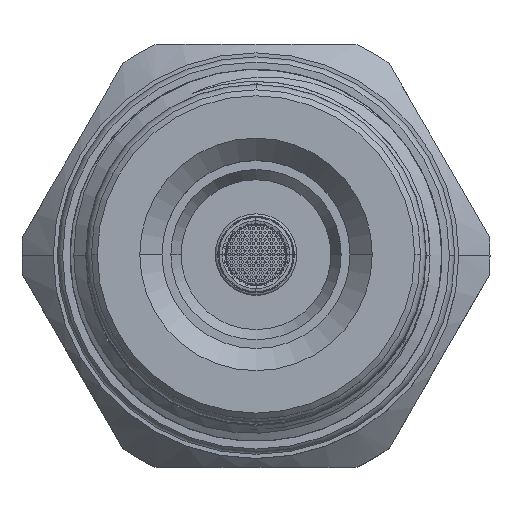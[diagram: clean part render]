
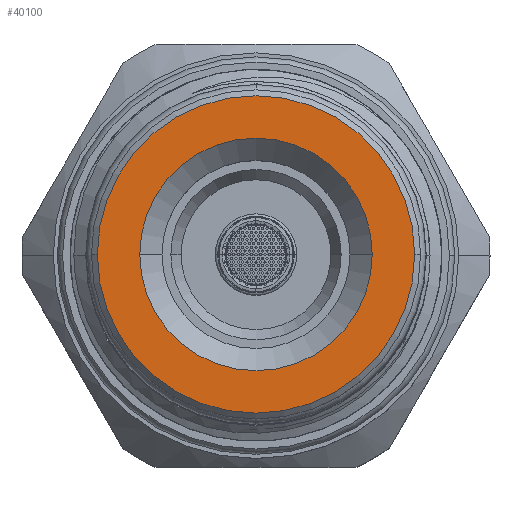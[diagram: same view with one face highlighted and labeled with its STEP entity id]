
A CAD part, top view. The second image highlights one B-rep face of the part: STEP entity #40100.
In plain terms, the highlighted planar face has unit normal (0, 0, 1).
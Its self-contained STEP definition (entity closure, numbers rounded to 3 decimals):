
#176 = AXIS2_PLACEMENT_3D ( 'NONE', #51517, #3962, #42879 ) ;
#2421 = AXIS2_PLACEMENT_3D ( 'NONE', #11979, #28999, #20334 ) ;
#3962 = DIRECTION ( 'NONE',  ( 0., 0., 1. ) ) ;
#6950 = FACE_BOUND ( 'NONE', #40579, .T. ) ;
#7623 = DIRECTION ( 'NONE',  ( -1., 0., 0. ) ) ;
#8557 = ORIENTED_EDGE ( 'NONE', *, *, #20130, .F. ) ;
#8675 = CIRCLE ( 'NONE', #2421, 7.85 ) ;
#10024 = CARTESIAN_POINT ( 'NONE',  ( 0., 0., 3.14 ) ) ;
#11068 = VERTEX_POINT ( 'NONE', #55350 ) ;
#11605 = PLANE ( 'NONE',  #32128 ) ;
#11979 = CARTESIAN_POINT ( 'NONE',  ( 0., 0., 3.14 ) ) ;
#13849 = VERTEX_POINT ( 'NONE', #20422 ) ;
#14093 = VERTEX_POINT ( 'NONE', #52217 ) ;
#18955 = EDGE_CURVE ( 'NONE', #13849, #11068, #54490, .T. ) ;
#20130 = EDGE_CURVE ( 'NONE', #14093, #41351, #8675, .T. ) ;
#20159 = DIRECTION ( 'NONE',  ( 0., 0., -1. ) ) ;
#20334 = DIRECTION ( 'NONE',  ( 1., 0., 0. ) ) ;
#20422 = CARTESIAN_POINT ( 'NONE',  ( -10.715, 0., 3.14 ) ) ;
#25604 = CARTESIAN_POINT ( 'NONE',  ( 0., 0., 3.14 ) ) ;
#26164 = DIRECTION ( 'NONE',  ( -1., 0., 0. ) ) ;
#28820 = CARTESIAN_POINT ( 'NONE',  ( 0., 0., 3.14 ) ) ;
#28999 = DIRECTION ( 'NONE',  ( 0., 0., 1. ) ) ;
#29799 = EDGE_CURVE ( 'NONE', #11068, #13849, #48798, .T. ) ;
#32128 = AXIS2_PLACEMENT_3D ( 'NONE', #28820, #20159, #7623 ) ;
#34440 = AXIS2_PLACEMENT_3D ( 'NONE', #10024, #36657, #44789 ) ;
#35028 = EDGE_LOOP ( 'NONE', ( #42677, #37068 ) ) ;
#35632 = CARTESIAN_POINT ( 'NONE',  ( 7.85, 0., 3.14 ) ) ;
#36657 = DIRECTION ( 'NONE',  ( 0., 0., 1. ) ) ;
#37068 = ORIENTED_EDGE ( 'NONE', *, *, #29799, .T. ) ;
#39322 = AXIS2_PLACEMENT_3D ( 'NONE', #25604, #51623, #26164 ) ;
#40100 = ADVANCED_FACE ( 'NONE', ( #50825, #6950 ), #11605, .F. ) ;
#40579 = EDGE_LOOP ( 'NONE', ( #47717, #8557 ) ) ;
#41351 = VERTEX_POINT ( 'NONE', #35632 ) ;
#42677 = ORIENTED_EDGE ( 'NONE', *, *, #18955, .T. ) ;
#42879 = DIRECTION ( 'NONE',  ( -1., 0., 0. ) ) ;
#44789 = DIRECTION ( 'NONE',  ( 1., 0., 0. ) ) ;
#47717 = ORIENTED_EDGE ( 'NONE', *, *, #48568, .F. ) ;
#48568 = EDGE_CURVE ( 'NONE', #41351, #14093, #49774, .T. ) ;
#48798 = CIRCLE ( 'NONE', #176, 10.715 ) ;
#49774 = CIRCLE ( 'NONE', #34440, 7.85 ) ;
#50825 = FACE_OUTER_BOUND ( 'NONE', #35028, .T. ) ;
#51517 = CARTESIAN_POINT ( 'NONE',  ( 0., 0., 3.14 ) ) ;
#51623 = DIRECTION ( 'NONE',  ( 0., 0., 1. ) ) ;
#52217 = CARTESIAN_POINT ( 'NONE',  ( -7.85, 0., 3.14 ) ) ;
#54490 = CIRCLE ( 'NONE', #39322, 10.715 ) ;
#55350 = CARTESIAN_POINT ( 'NONE',  ( 10.715, 0., 3.14 ) ) ;
